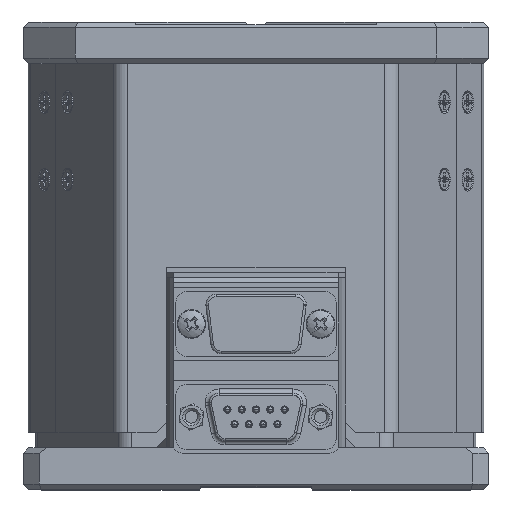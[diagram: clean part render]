
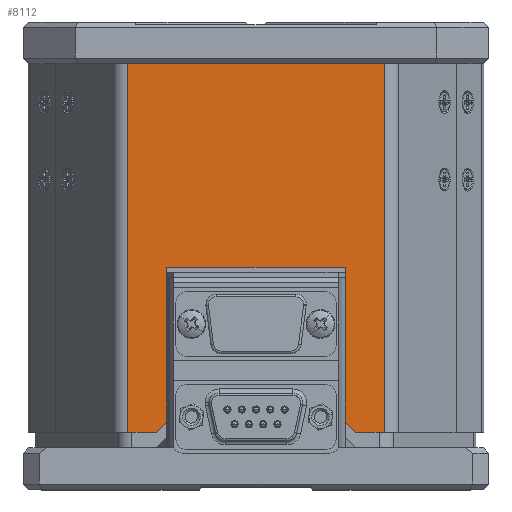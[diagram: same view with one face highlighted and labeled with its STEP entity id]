
A CAD part, top view. The second image highlights one B-rep face of the part: STEP entity #8112.
In plain terms, the highlighted face is planar.
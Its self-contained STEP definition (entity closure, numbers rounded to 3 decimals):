
#8094 = VERTEX_POINT ( 'NONE', #27647 ) ;
#8096 = EDGE_CURVE ( 'NONE', #8094, #8097, #27646, .T. ) ;
#8097 = VERTEX_POINT ( 'NONE', #27642 ) ;
#8112 = ADVANCED_FACE ( 'NONE', ( #27677 ), #27676, .T. ) ;
#8153 = ORIENTED_EDGE ( 'NONE', *, *, #8154, .T. ) ;
#8154 = EDGE_CURVE ( 'NONE', #8180, #8189, #27788, .T. ) ;
#8155 = ORIENTED_EDGE ( 'NONE', *, *, #8188, .T. ) ;
#8156 = ORIENTED_EDGE ( 'NONE', *, *, #8096, .F. ) ;
#8157 = ORIENTED_EDGE ( 'NONE', *, *, #8158, .T. ) ;
#8158 = EDGE_CURVE ( 'NONE', #8094, #8159, #27784, .T. ) ;
#8159 = VERTEX_POINT ( 'NONE', #27780 ) ;
#8160 = ORIENTED_EDGE ( 'NONE', *, *, #8161, .F. ) ;
#8161 = EDGE_CURVE ( 'NONE', #8162, #8159, #27779, .T. ) ;
#8162 = VERTEX_POINT ( 'NONE', #27775 ) ;
#8163 = ORIENTED_EDGE ( 'NONE', *, *, #8164, .F. ) ;
#8164 = EDGE_CURVE ( 'NONE', #8171, #8162, #27774, .T. ) ;
#8167 = EDGE_LOOP ( 'NONE', ( #8168, #8172, #8175, #8178, #8153, #8155, #8156, #8157, #8160, #8163 ) ) ;
#8168 = ORIENTED_EDGE ( 'NONE', *, *, #8169, .F. ) ;
#8169 = EDGE_CURVE ( 'NONE', #8170, #8171, #27764, .T. ) ;
#8170 = VERTEX_POINT ( 'NONE', #27760 ) ;
#8171 = VERTEX_POINT ( 'NONE', #27759 ) ;
#8172 = ORIENTED_EDGE ( 'NONE', *, *, #8173, .T. ) ;
#8173 = EDGE_CURVE ( 'NONE', #8170, #8174, #27822, .T. ) ;
#8174 = VERTEX_POINT ( 'NONE', #27818 ) ;
#8175 = ORIENTED_EDGE ( 'NONE', *, *, #8176, .F. ) ;
#8176 = EDGE_CURVE ( 'NONE', #8177, #8174, #27817, .T. ) ;
#8177 = VERTEX_POINT ( 'NONE', #27813 ) ;
#8178 = ORIENTED_EDGE ( 'NONE', *, *, #8179, .F. ) ;
#8179 = EDGE_CURVE ( 'NONE', #8180, #8177, #27812, .T. ) ;
#8180 = VERTEX_POINT ( 'NONE', #27808 ) ;
#8188 = EDGE_CURVE ( 'NONE', #8189, #8097, #27797, .T. ) ;
#8189 = VERTEX_POINT ( 'NONE', #27793 ) ;
#27642 = CARTESIAN_POINT ( 'NONE',  ( 24.836, 0., 0. ) ) ;
#27643 = DIRECTION ( 'NONE',  ( 1., 0., 0. ) ) ;
#27644 = VECTOR ( 'NONE', #27643, 1000. ) ;
#27645 = CARTESIAN_POINT ( 'NONE',  ( -24.836, 0., 0. ) ) ;
#27646 = LINE ( 'NONE', #27645, #27644 ) ;
#27647 = CARTESIAN_POINT ( 'NONE',  ( 19.271, 0., 0. ) ) ;
#27671 = DIRECTION ( 'NONE',  ( -1., 0., 0. ) ) ;
#27672 = DIRECTION ( 'NONE',  ( 0., 0., -1. ) ) ;
#27673 = CARTESIAN_POINT ( 'NONE',  ( -24.836, 71.5, 0. ) ) ;
#27675 = AXIS2_PLACEMENT_3D ( 'NONE', #27673, #27672, #27671 ) ;
#27676 = PLANE ( 'NONE',  #27675 ) ;
#27677 = FACE_OUTER_BOUND ( 'NONE', #8167, .T. ) ;
#27759 = CARTESIAN_POINT ( 'NONE',  ( -17.271, 32., 0. ) ) ;
#27760 = CARTESIAN_POINT ( 'NONE',  ( -17.271, 2., 0. ) ) ;
#27761 = DIRECTION ( 'NONE',  ( 0., 1., 0. ) ) ;
#27762 = VECTOR ( 'NONE', #27761, 1000. ) ;
#27763 = CARTESIAN_POINT ( 'NONE',  ( -17.271, 0., 0. ) ) ;
#27764 = LINE ( 'NONE', #27763, #27762 ) ;
#27771 = DIRECTION ( 'NONE',  ( 1., 0., 0. ) ) ;
#27772 = VECTOR ( 'NONE', #27771, 1000. ) ;
#27773 = CARTESIAN_POINT ( 'NONE',  ( 17.271, 32., 0. ) ) ;
#27774 = LINE ( 'NONE', #27773, #27772 ) ;
#27775 = CARTESIAN_POINT ( 'NONE',  ( 17.271, 32., 0. ) ) ;
#27776 = DIRECTION ( 'NONE',  ( 0., -1., 0. ) ) ;
#27777 = VECTOR ( 'NONE', #27776, 1000. ) ;
#27778 = CARTESIAN_POINT ( 'NONE',  ( 17.271, 0., 0. ) ) ;
#27779 = LINE ( 'NONE', #27778, #27777 ) ;
#27780 = CARTESIAN_POINT ( 'NONE',  ( 17.271, 2., 0. ) ) ;
#27781 = DIRECTION ( 'NONE',  ( -0.707, 0.707, 0. ) ) ;
#27782 = VECTOR ( 'NONE', #27781, 1000. ) ;
#27783 = CARTESIAN_POINT ( 'NONE',  ( -38.532, 57.803, 0. ) ) ;
#27784 = LINE ( 'NONE', #27783, #27782 ) ;
#27785 = DIRECTION ( 'NONE',  ( 1., 0., 0. ) ) ;
#27786 = VECTOR ( 'NONE', #27785, 1000. ) ;
#27787 = CARTESIAN_POINT ( 'NONE',  ( -24.836, 71.5, 0. ) ) ;
#27788 = LINE ( 'NONE', #27787, #27786 ) ;
#27793 = CARTESIAN_POINT ( 'NONE',  ( 24.836, 71.5, 0. ) ) ;
#27794 = DIRECTION ( 'NONE',  ( 0., -1., 0. ) ) ;
#27795 = VECTOR ( 'NONE', #27794, 1000. ) ;
#27796 = CARTESIAN_POINT ( 'NONE',  ( 24.836, 71.5, 0. ) ) ;
#27797 = LINE ( 'NONE', #27796, #27795 ) ;
#27808 = CARTESIAN_POINT ( 'NONE',  ( -24.836, 71.5, 0. ) ) ;
#27809 = DIRECTION ( 'NONE',  ( 0., -1., 0. ) ) ;
#27810 = VECTOR ( 'NONE', #27809, 1000. ) ;
#27811 = CARTESIAN_POINT ( 'NONE',  ( -24.836, 71.5, 0. ) ) ;
#27812 = LINE ( 'NONE', #27811, #27810 ) ;
#27813 = CARTESIAN_POINT ( 'NONE',  ( -24.836, 0., 0. ) ) ;
#27814 = DIRECTION ( 'NONE',  ( 1., 0., 0. ) ) ;
#27815 = VECTOR ( 'NONE', #27814, 1000. ) ;
#27816 = CARTESIAN_POINT ( 'NONE',  ( -24.836, 0., 0. ) ) ;
#27817 = LINE ( 'NONE', #27816, #27815 ) ;
#27818 = CARTESIAN_POINT ( 'NONE',  ( -19.271, 0., 0. ) ) ;
#27819 = DIRECTION ( 'NONE',  ( -0.707, -0.707, 0. ) ) ;
#27820 = VECTOR ( 'NONE', #27819, 1000. ) ;
#27821 = CARTESIAN_POINT ( 'NONE',  ( 13.697, 32.968, 0. ) ) ;
#27822 = LINE ( 'NONE', #27821, #27820 ) ;
